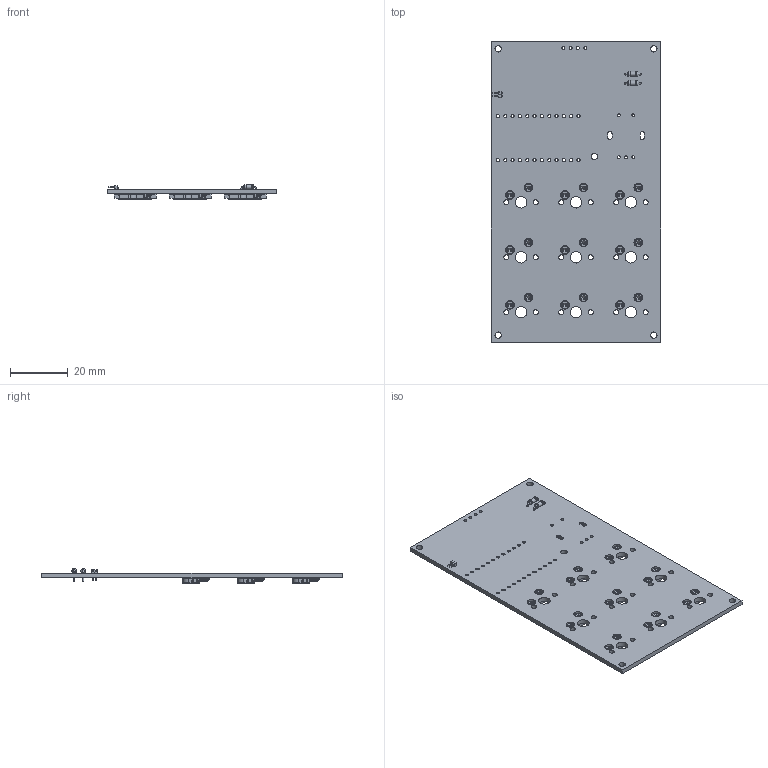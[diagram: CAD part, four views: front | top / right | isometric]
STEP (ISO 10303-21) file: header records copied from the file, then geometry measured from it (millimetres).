
FILE_DESCRIPTION(('KiCad electronic assembly'),'2;1');
FILE_NAME('custom_keyboard.step','2024-04-28T16:44:17',('Pcbnew'),( 'Kicad'),'Open CASCADE STEP processor 7.7','KiCad to STEP converter' ,'Unknown');
FILE_SCHEMA(('AUTOMOTIVE_DESIGN { 1 0 10303 214 1 1 1 1 }'));
Length unit declared in the file: millimetre
Products named in the file (10): custom_keyboard 1; R_Axial_DIN0204_L3.6mm_D1.6mm_P5.08mm_Horizontal; R_Axial_DIN0204_L36mm_D16mm_P508mm_Horizontal; PinHeader_1x02_P1.00mm_Horizontal; PinHeader_1x02_P100mm_Horizontal; HS_CPG151101S11_MX; Kailh Hotswap RightVersion v23; D_SOD-123; D_SOD_123; custom_keyboard PCB
Assembly tree (26 placements, depth 3):
  custom_keyboard 1
    R_Axial_DIN0204_L3.6mm_D1.6mm_P5.08mm_Horizontal  x2
      R_Axial_DIN0204_L36mm_D16mm_P508mm_Horizontal
    PinHeader_1x02_P1.00mm_Horizontal
      PinHeader_1x02_P100mm_Horizontal
    HS_CPG151101S11_MX  x9
      Kailh Hotswap RightVersion v23
    D_SOD-123  x9
      D_SOD_123
    custom_keyboard PCB
Bounding box: 58.74 x 103.98 x 5.12 mm (x, y, z)
Volume: 10121.3 mm3; surface area: 15908.6 mm2
Topology: 40 solids, 40 shells, 4761 faces, 11706 edges, 7163 vertices
Faces by surface type: plane 2789, cylinder 1028, bspline 756, torus 98, cone 90
Full cylindrical faces by diameter (mm): 0.5 x6, 0.7 x4, 1 x9, 1.092 x24, 1.44 x2, 1.6 x4, 1.75 x18, 2.2 x5, 2.9 x18, 3 x18, 3.988 x9
Entity records: 50624 total; most frequent: CARTESIAN_POINT 13089, DIRECTION 6392, LINE 4162, VECTOR 4162, ORIENTED_EDGE 3702, PCURVE 3702, DEFINITIONAL_REPRESENTATION 3702, EDGE_CURVE 1851
